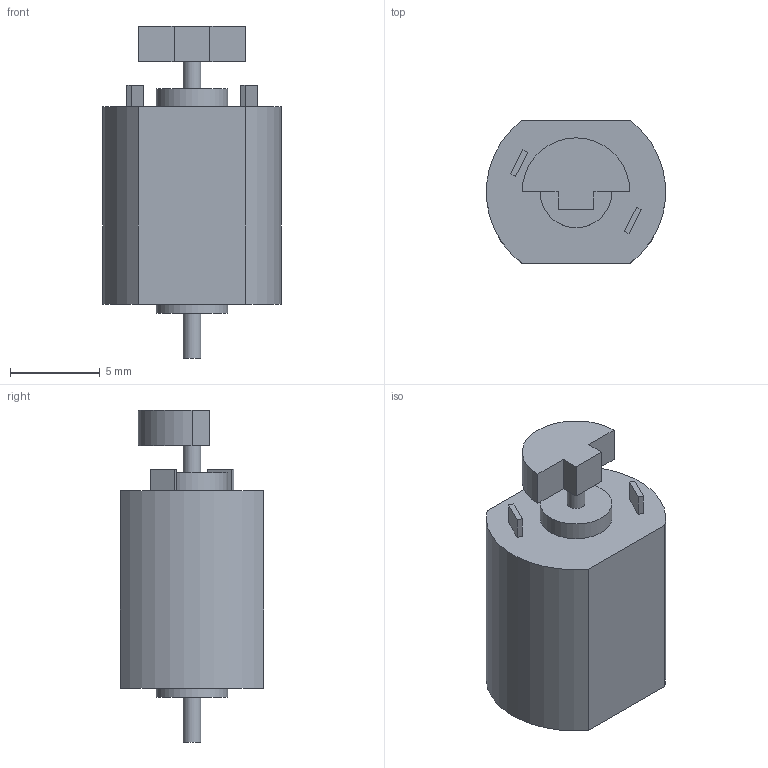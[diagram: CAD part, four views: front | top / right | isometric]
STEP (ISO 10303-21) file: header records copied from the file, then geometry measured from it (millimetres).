
FILE_DESCRIPTION(/* description */ (''),/* implementation_level */ '2;1');
FILE_NAME(/* name */ 'Vibe Motor v4.step',/* time_stamp */ '2016-07-01T21:08:26-07:00',/* author */ (''),/* organization */ (''),/* preprocessor_version */ 'ST-DEVELOPER v16.5',/* originating_system */ 'Autodesk Translation Framework v5.1.0.2740',/* authorisation */ '');
FILE_SCHEMA (('AUTOMOTIVE_DESIGN { 1 0 10303 214 3 1 1 }'));
Length unit declared in the file: centimetre
Products named in the file (1): Vibe Motor v4
Bounding box: 9.96 x 8 x 18.5 mm (x, y, z)
Volume: 829.4 mm3; surface area: 582.3 mm2
Topology: 1 solids, 1 shells, 31 faces, 66 edges, 44 vertices
Faces by surface type: plane 24, cylinder 7
Full cylindrical faces by diameter (mm): 1 x2, 4 x2
Entity records: 838 total; most frequent: DIRECTION 140, CARTESIAN_POINT 138, ORIENTED_EDGE 124, EDGE_CURVE 62, LINE 48, VECTOR 48, AXIS2_PLACEMENT_3D 46, VERTEX_POINT 44
